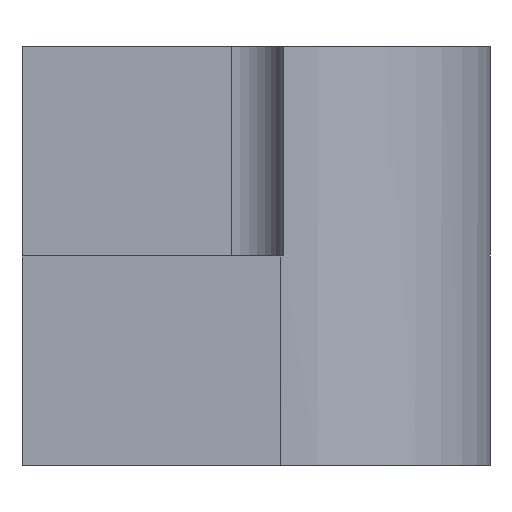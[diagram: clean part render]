
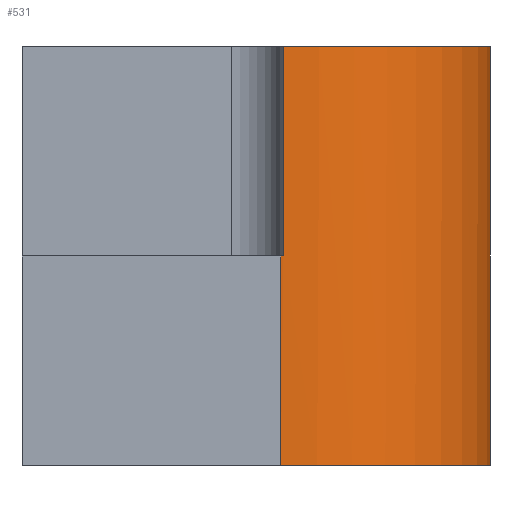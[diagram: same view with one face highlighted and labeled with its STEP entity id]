
A CAD part, left-side view. The second image highlights one B-rep face of the part: STEP entity #531.
In plain terms, the highlighted cylindrical face has radius 4 mm (diameter 8 mm), a partial arc.
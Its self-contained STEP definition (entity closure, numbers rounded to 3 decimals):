
#72 = CARTESIAN_POINT ( 'NONE',  ( -10., -43.4, 12.5 ) ) ;
#80 = AXIS2_PLACEMENT_3D ( 'NONE', #115, #259, #103 ) ;
#103 = DIRECTION ( 'NONE',  ( 0., 1., 0. ) ) ;
#115 = CARTESIAN_POINT ( 'NONE',  ( -6., -43.35, 4.5 ) ) ;
#120 = LINE ( 'NONE', #590, #950 ) ;
#134 = DIRECTION ( 'NONE',  ( 0., 0., 1. ) ) ;
#138 = CARTESIAN_POINT ( 'NONE',  ( -6., -47.35, 8.5 ) ) ;
#184 = AXIS2_PLACEMENT_3D ( 'NONE', #916, #605, #263 ) ;
#197 = ORIENTED_EDGE ( 'NONE', *, *, #489, .F. ) ;
#199 = CARTESIAN_POINT ( 'NONE',  ( -6., -43.35, 8.5 ) ) ;
#218 = CARTESIAN_POINT ( 'NONE',  ( -10., -43.35, 8.5 ) ) ;
#255 = EDGE_CURVE ( 'NONE', #780, #974, #417, .T. ) ;
#259 = DIRECTION ( 'NONE',  ( 0., 0., -1. ) ) ;
#263 = DIRECTION ( 'NONE',  ( -1., 0., 0. ) ) ;
#281 = VERTEX_POINT ( 'NONE', #1022 ) ;
#284 = EDGE_CURVE ( 'NONE', #324, #624, #934, .T. ) ;
#305 = CARTESIAN_POINT ( 'NONE',  ( -10., -43.35, 4.5 ) ) ;
#308 = CARTESIAN_POINT ( 'NONE',  ( -10., -43.4, 8.5 ) ) ;
#314 = CIRCLE ( 'NONE', #816, 4. ) ;
#324 = VERTEX_POINT ( 'NONE', #305 ) ;
#417 = CIRCLE ( 'NONE', #500, 4. ) ;
#427 = VECTOR ( 'NONE', #454, 1000. ) ;
#432 = DIRECTION ( 'NONE',  ( -1., 0., 0. ) ) ;
#442 = LINE ( 'NONE', #138, #427 ) ;
#454 = DIRECTION ( 'NONE',  ( 0., 0., -1. ) ) ;
#489 = EDGE_CURVE ( 'NONE', #281, #324, #850, .T. ) ;
#500 = AXIS2_PLACEMENT_3D ( 'NONE', #917, #134, #778 ) ;
#529 = ORIENTED_EDGE ( 'NONE', *, *, #538, .F. ) ;
#531 = ADVANCED_FACE ( 'NONE', ( #833 ), #741, .T. ) ;
#538 = EDGE_CURVE ( 'NONE', #624, #831, #314, .T. ) ;
#559 = EDGE_CURVE ( 'NONE', #831, #780, #120, .T. ) ;
#590 = CARTESIAN_POINT ( 'NONE',  ( -10., -43.4, 8.5 ) ) ;
#605 = DIRECTION ( 'NONE',  ( 0., 0., -1. ) ) ;
#624 = VERTEX_POINT ( 'NONE', #700 ) ;
#631 = DIRECTION ( 'NONE',  ( 0., 0., 1. ) ) ;
#662 = CARTESIAN_POINT ( 'NONE',  ( -6., -47.35, 12.5 ) ) ;
#700 = CARTESIAN_POINT ( 'NONE',  ( -10., -43.35, 8.5 ) ) ;
#720 = ORIENTED_EDGE ( 'NONE', *, *, #559, .F. ) ;
#741 = CYLINDRICAL_SURFACE ( 'NONE', #184, 4. ) ;
#766 = EDGE_CURVE ( 'NONE', #974, #281, #442, .T. ) ;
#768 = ORIENTED_EDGE ( 'NONE', *, *, #766, .F. ) ;
#778 = DIRECTION ( 'NONE',  ( 0., -1., 0. ) ) ;
#780 = VERTEX_POINT ( 'NONE', #72 ) ;
#816 = AXIS2_PLACEMENT_3D ( 'NONE', #199, #837, #432 ) ;
#831 = VERTEX_POINT ( 'NONE', #308 ) ;
#833 = FACE_OUTER_BOUND ( 'NONE', #1035, .T. ) ;
#837 = DIRECTION ( 'NONE',  ( 0., 0., 1. ) ) ;
#850 = CIRCLE ( 'NONE', #80, 4. ) ;
#874 = ORIENTED_EDGE ( 'NONE', *, *, #255, .F. ) ;
#887 = ORIENTED_EDGE ( 'NONE', *, *, #284, .F. ) ;
#916 = CARTESIAN_POINT ( 'NONE',  ( -6., -43.35, 8.5 ) ) ;
#917 = CARTESIAN_POINT ( 'NONE',  ( -6., -43.35, 12.5 ) ) ;
#934 = LINE ( 'NONE', #218, #983 ) ;
#950 = VECTOR ( 'NONE', #998, 1000. ) ;
#974 = VERTEX_POINT ( 'NONE', #662 ) ;
#983 = VECTOR ( 'NONE', #631, 1000. ) ;
#998 = DIRECTION ( 'NONE',  ( 0., 0., 1. ) ) ;
#1022 = CARTESIAN_POINT ( 'NONE',  ( -6., -47.35, 4.5 ) ) ;
#1035 = EDGE_LOOP ( 'NONE', ( #720, #529, #887, #197, #768, #874 ) ) ;
